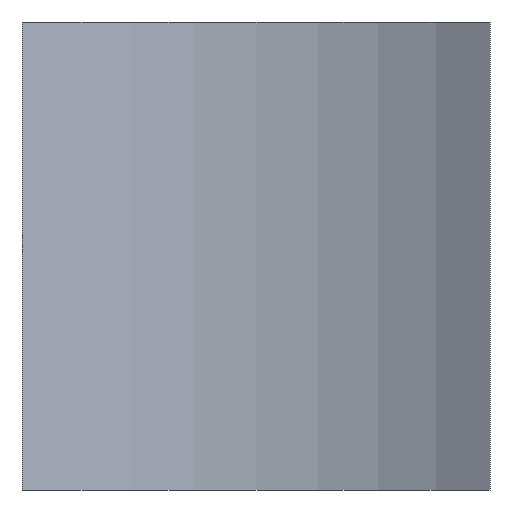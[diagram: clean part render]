
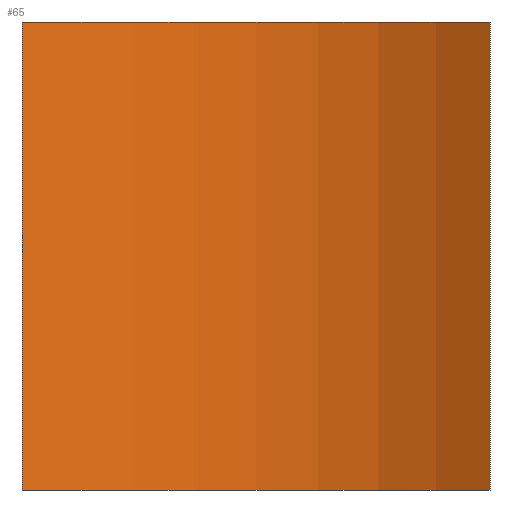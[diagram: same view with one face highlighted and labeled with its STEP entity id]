
A CAD part, left-side view. The second image highlights one B-rep face of the part: STEP entity #65.
In plain terms, the highlighted cylindrical face has radius 228.6 mm (diameter 457.2 mm), a partial arc.
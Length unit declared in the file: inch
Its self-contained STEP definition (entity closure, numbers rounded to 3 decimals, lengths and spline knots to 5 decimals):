
#24=CARTESIAN_POINT('',(7.48331,0.,0.));
#25=VERTEX_POINT('',#24);
#26=CARTESIAN_POINT('',(7.48331,0.,10.));
#27=VERTEX_POINT('',#26);
#28=CARTESIAN_POINT('',(7.48331,0.,0.));
#29=DIRECTION('',(0.,0.,1.));
#30=VECTOR('',#29,1.);
#31=LINE('',#28,#30);
#32=EDGE_CURVE('',#25,#27,#31,.T.);
#33=ORIENTED_EDGE('',*,*,#32,.F.);
#34=CARTESIAN_POINT('',(7.48331,10.,0.));
#35=VERTEX_POINT('',#34);
#36=CARTESIAN_POINT('',(0.,5.,0.));
#37=DIRECTION('',(0.,0.,1.));
#38=DIRECTION('',(-1.,0.,0.));
#39=AXIS2_PLACEMENT_3D('',#36,#37,#38);
#40=CIRCLE('',#39,9.);
#41=EDGE_CURVE('',#25,#35,#40,.T.);
#42=ORIENTED_EDGE('',*,*,#41,.T.);
#43=CARTESIAN_POINT('',(7.48331,10.,10.));
#44=VERTEX_POINT('',#43);
#45=CARTESIAN_POINT('',(7.48331,10.,0.));
#46=DIRECTION('',(0.,0.,1.));
#47=VECTOR('',#46,1.);
#48=LINE('',#45,#47);
#49=EDGE_CURVE('',#35,#44,#48,.T.);
#50=ORIENTED_EDGE('',*,*,#49,.T.);
#51=CARTESIAN_POINT('',(0.,5.,10.));
#52=DIRECTION('',(0.,0.,1.));
#53=DIRECTION('',(-1.,0.,0.));
#54=AXIS2_PLACEMENT_3D('',#51,#52,#53);
#55=CIRCLE('',#54,9.);
#56=EDGE_CURVE('',#27,#44,#55,.T.);
#57=ORIENTED_EDGE('',*,*,#56,.F.);
#58=EDGE_LOOP('',(#33,#42,#50,#57));
#59=FACE_OUTER_BOUND('',#58,.T.);
#60=CARTESIAN_POINT('',(0.,5.,0.));
#61=DIRECTION('',(0.,0.,1.));
#62=DIRECTION('',(-1.,0.,0.));
#63=AXIS2_PLACEMENT_3D('',#60,#61,#62);
#64=CYLINDRICAL_SURFACE('',#63,9.);
#65=ADVANCED_FACE('',(#59),#64,.T.);
